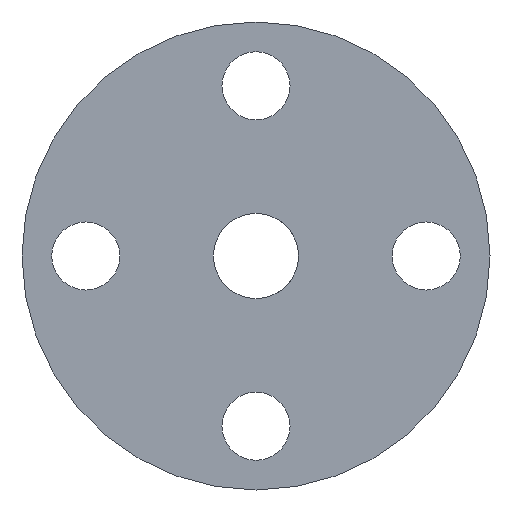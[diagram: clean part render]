
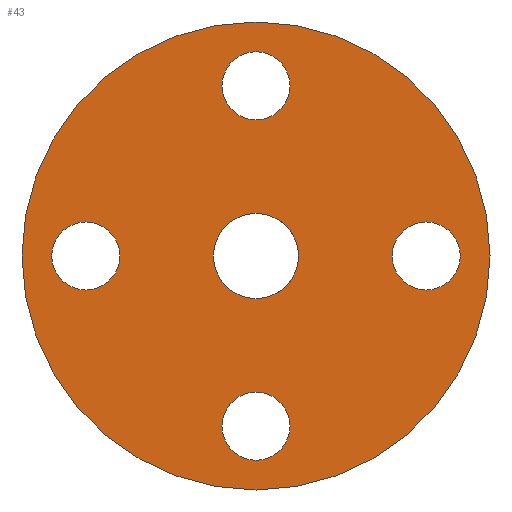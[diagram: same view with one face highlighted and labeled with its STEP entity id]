
A CAD part, front view. The second image highlights one B-rep face of the part: STEP entity #43.
In plain terms, the highlighted planar face has unit normal (0, -1, 0).
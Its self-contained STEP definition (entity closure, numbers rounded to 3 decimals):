
#8 = VERTEX_POINT ( 'NONE', #326 ) ;
#28 = PLANE ( 'NONE',  #37 ) ;
#34 = CARTESIAN_POINT ( 'NONE',  ( 0., 0., -8. ) ) ;
#37 = AXIS2_PLACEMENT_3D ( 'NONE', #554, #409, #879 ) ;
#43 = ADVANCED_FACE ( 'NONE', ( #841, #233, #817, #118, #305, #664 ), #28, .F. ) ;
#47 = ORIENTED_EDGE ( 'NONE', *, *, #516, .T. ) ;
#49 = AXIS2_PLACEMENT_3D ( 'NONE', #647, #177, #724 ) ;
#71 = ORIENTED_EDGE ( 'NONE', *, *, #280, .T. ) ;
#108 = CARTESIAN_POINT ( 'NONE',  ( 0., 0., -2. ) ) ;
#112 = CARTESIAN_POINT ( 'NONE',  ( 0., 0., 0. ) ) ;
#117 = DIRECTION ( 'NONE',  ( 0., 0., 1. ) ) ;
#118 = FACE_BOUND ( 'NONE', #375, .T. ) ;
#120 = ORIENTED_EDGE ( 'NONE', *, *, #660, .T. ) ;
#125 = CIRCLE ( 'NONE', #749, 1.6 ) ;
#130 = VERTEX_POINT ( 'NONE', #519 ) ;
#138 = CIRCLE ( 'NONE', #802, 11. ) ;
#155 = VERTEX_POINT ( 'NONE', #608 ) ;
#168 = DIRECTION ( 'NONE',  ( 0., 1., 0. ) ) ;
#175 = CIRCLE ( 'NONE', #505, 1.6 ) ;
#176 = DIRECTION ( 'NONE',  ( 0., 1., 0. ) ) ;
#177 = DIRECTION ( 'NONE',  ( 0., 1., 0. ) ) ;
#181 = CIRCLE ( 'NONE', #886, 1.6 ) ;
#183 = EDGE_LOOP ( 'NONE', ( #47, #706 ) ) ;
#194 = AXIS2_PLACEMENT_3D ( 'NONE', #786, #862, #497 ) ;
#208 = VERTEX_POINT ( 'NONE', #532 ) ;
#225 = CIRCLE ( 'NONE', #956, 1.6 ) ;
#233 = FACE_BOUND ( 'NONE', #183, .T. ) ;
#235 = EDGE_CURVE ( 'NONE', #130, #8, #587, .T. ) ;
#249 = ORIENTED_EDGE ( 'NONE', *, *, #827, .T. ) ;
#261 = VERTEX_POINT ( 'NONE', #866 ) ;
#264 = EDGE_CURVE ( 'NONE', #892, #292, #138, .T. ) ;
#280 = EDGE_CURVE ( 'NONE', #361, #418, #743, .T. ) ;
#292 = VERTEX_POINT ( 'NONE', #337 ) ;
#294 = ORIENTED_EDGE ( 'NONE', *, *, #264, .F. ) ;
#305 = FACE_BOUND ( 'NONE', #975, .T. ) ;
#326 = CARTESIAN_POINT ( 'NONE',  ( 8., 0., -1.6 ) ) ;
#332 = CARTESIAN_POINT ( 'NONE',  ( 0., 0., 0. ) ) ;
#337 = CARTESIAN_POINT ( 'NONE',  ( 0., 0., 11. ) ) ;
#343 = AXIS2_PLACEMENT_3D ( 'NONE', #852, #168, #949 ) ;
#353 = VERTEX_POINT ( 'NONE', #391 ) ;
#359 = CARTESIAN_POINT ( 'NONE',  ( 0., 0., -11. ) ) ;
#361 = VERTEX_POINT ( 'NONE', #546 ) ;
#362 = CIRCLE ( 'NONE', #454, 11. ) ;
#375 = EDGE_LOOP ( 'NONE', ( #71, #690 ) ) ;
#382 = EDGE_CURVE ( 'NONE', #261, #353, #125, .T. ) ;
#383 = AXIS2_PLACEMENT_3D ( 'NONE', #712, #176, #940 ) ;
#391 = CARTESIAN_POINT ( 'NONE',  ( -8., 0., 1.6 ) ) ;
#408 = CIRCLE ( 'NONE', #194, 2. ) ;
#409 = DIRECTION ( 'NONE',  ( 0., 1., 0. ) ) ;
#418 = VERTEX_POINT ( 'NONE', #844 ) ;
#432 = CARTESIAN_POINT ( 'NONE',  ( 8., 0., 0. ) ) ;
#454 = AXIS2_PLACEMENT_3D ( 'NONE', #112, #966, #117 ) ;
#460 = ORIENTED_EDGE ( 'NONE', *, *, #510, .T. ) ;
#467 = DIRECTION ( 'NONE',  ( 0., 1., 0. ) ) ;
#484 = DIRECTION ( 'NONE',  ( 0., 1., 0. ) ) ;
#497 = DIRECTION ( 'NONE',  ( 0., 0., 1. ) ) ;
#498 = ORIENTED_EDGE ( 'NONE', *, *, #235, .T. ) ;
#505 = AXIS2_PLACEMENT_3D ( 'NONE', #754, #898, #585 ) ;
#507 = EDGE_LOOP ( 'NONE', ( #294, #943 ) ) ;
#510 = EDGE_CURVE ( 'NONE', #208, #615, #957, .T. ) ;
#511 = EDGE_LOOP ( 'NONE', ( #498, #120 ) ) ;
#512 = DIRECTION ( 'NONE',  ( 0., 1., 0. ) ) ;
#516 = EDGE_CURVE ( 'NONE', #551, #155, #930, .T. ) ;
#519 = CARTESIAN_POINT ( 'NONE',  ( 8., 0., 1.6 ) ) ;
#530 = ORIENTED_EDGE ( 'NONE', *, *, #382, .T. ) ;
#532 = CARTESIAN_POINT ( 'NONE',  ( 0., 0., 2. ) ) ;
#538 = AXIS2_PLACEMENT_3D ( 'NONE', #563, #865, #944 ) ;
#546 = CARTESIAN_POINT ( 'NONE',  ( 0., 0., -6.4 ) ) ;
#551 = VERTEX_POINT ( 'NONE', #952 ) ;
#554 = CARTESIAN_POINT ( 'NONE',  ( 0., 0., 0. ) ) ;
#555 = CIRCLE ( 'NONE', #782, 1.6 ) ;
#563 = CARTESIAN_POINT ( 'NONE',  ( 0., 0., 8. ) ) ;
#565 = DIRECTION ( 'NONE',  ( 0., 0., 1. ) ) ;
#585 = DIRECTION ( 'NONE',  ( 0., 0., 1. ) ) ;
#587 = CIRCLE ( 'NONE', #343, 1.6 ) ;
#607 = EDGE_CURVE ( 'NONE', #418, #361, #181, .T. ) ;
#608 = CARTESIAN_POINT ( 'NONE',  ( 0., 0., 6.4 ) ) ;
#613 = EDGE_CURVE ( 'NONE', #615, #208, #408, .T. ) ;
#615 = VERTEX_POINT ( 'NONE', #108 ) ;
#617 = CARTESIAN_POINT ( 'NONE',  ( -8., 0., 0. ) ) ;
#647 = CARTESIAN_POINT ( 'NONE',  ( 0., 0., -8. ) ) ;
#655 = DIRECTION ( 'NONE',  ( 0., 1., 0. ) ) ;
#660 = EDGE_CURVE ( 'NONE', #8, #130, #555, .T. ) ;
#664 = FACE_OUTER_BOUND ( 'NONE', #507, .T. ) ;
#690 = ORIENTED_EDGE ( 'NONE', *, *, #607, .T. ) ;
#706 = ORIENTED_EDGE ( 'NONE', *, *, #876, .T. ) ;
#709 = DIRECTION ( 'NONE',  ( 0., 1., 0. ) ) ;
#712 = CARTESIAN_POINT ( 'NONE',  ( 0., 0., 0. ) ) ;
#724 = DIRECTION ( 'NONE',  ( 0., 0., 1. ) ) ;
#743 = CIRCLE ( 'NONE', #49, 1.6 ) ;
#744 = DIRECTION ( 'NONE',  ( 0., 0., 1. ) ) ;
#746 = DIRECTION ( 'NONE',  ( 0., 0., 1. ) ) ;
#749 = AXIS2_PLACEMENT_3D ( 'NONE', #617, #467, #778 ) ;
#754 = CARTESIAN_POINT ( 'NONE',  ( 0., 0., 8. ) ) ;
#756 = EDGE_CURVE ( 'NONE', #292, #892, #362, .T. ) ;
#771 = ORIENTED_EDGE ( 'NONE', *, *, #613, .T. ) ;
#778 = DIRECTION ( 'NONE',  ( 0., 0., 1. ) ) ;
#782 = AXIS2_PLACEMENT_3D ( 'NONE', #432, #655, #801 ) ;
#786 = CARTESIAN_POINT ( 'NONE',  ( 0., 0., 0. ) ) ;
#801 = DIRECTION ( 'NONE',  ( 0., 0., 1. ) ) ;
#802 = AXIS2_PLACEMENT_3D ( 'NONE', #332, #484, #744 ) ;
#814 = CARTESIAN_POINT ( 'NONE',  ( -8., 0., 0. ) ) ;
#817 = FACE_BOUND ( 'NONE', #511, .T. ) ;
#827 = EDGE_CURVE ( 'NONE', #353, #261, #225, .T. ) ;
#833 = EDGE_LOOP ( 'NONE', ( #249, #530 ) ) ;
#841 = FACE_BOUND ( 'NONE', #833, .T. ) ;
#844 = CARTESIAN_POINT ( 'NONE',  ( 0., 0., -9.6 ) ) ;
#852 = CARTESIAN_POINT ( 'NONE',  ( 8., 0., 0. ) ) ;
#862 = DIRECTION ( 'NONE',  ( 0., 1., 0. ) ) ;
#865 = DIRECTION ( 'NONE',  ( 0., 1., 0. ) ) ;
#866 = CARTESIAN_POINT ( 'NONE',  ( -8., 0., -1.6 ) ) ;
#876 = EDGE_CURVE ( 'NONE', #155, #551, #175, .T. ) ;
#879 = DIRECTION ( 'NONE',  ( 0., 0., 1. ) ) ;
#886 = AXIS2_PLACEMENT_3D ( 'NONE', #34, #709, #565 ) ;
#892 = VERTEX_POINT ( 'NONE', #359 ) ;
#898 = DIRECTION ( 'NONE',  ( 0., 1., 0. ) ) ;
#930 = CIRCLE ( 'NONE', #538, 1.6 ) ;
#940 = DIRECTION ( 'NONE',  ( 0., 0., 1. ) ) ;
#943 = ORIENTED_EDGE ( 'NONE', *, *, #756, .F. ) ;
#944 = DIRECTION ( 'NONE',  ( 0., 0., 1. ) ) ;
#949 = DIRECTION ( 'NONE',  ( 0., 0., 1. ) ) ;
#952 = CARTESIAN_POINT ( 'NONE',  ( 0., 0., 9.6 ) ) ;
#956 = AXIS2_PLACEMENT_3D ( 'NONE', #814, #512, #746 ) ;
#957 = CIRCLE ( 'NONE', #383, 2. ) ;
#966 = DIRECTION ( 'NONE',  ( 0., 1., 0. ) ) ;
#975 = EDGE_LOOP ( 'NONE', ( #771, #460 ) ) ;
